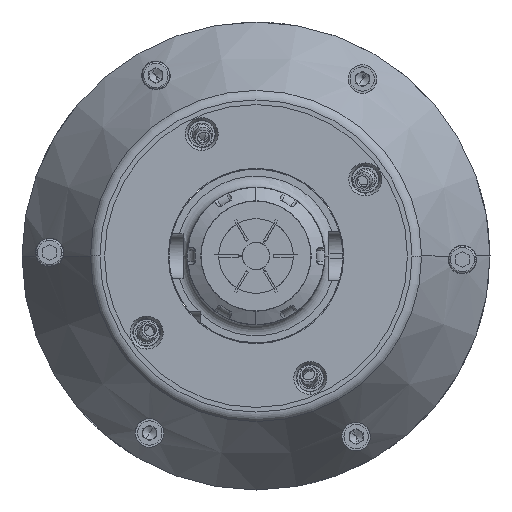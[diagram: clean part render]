
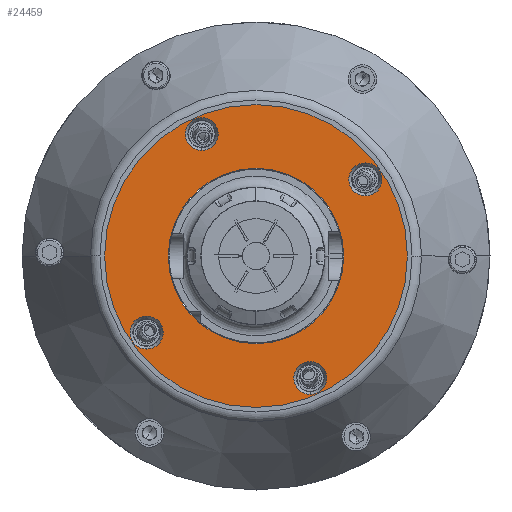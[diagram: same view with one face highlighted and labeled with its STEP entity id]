
A CAD part, left-side view. The second image highlights one B-rep face of the part: STEP entity #24459.
In plain terms, the highlighted planar face has unit normal (-1, 0, 0).
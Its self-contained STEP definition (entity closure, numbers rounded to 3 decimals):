
#24393 = EDGE_CURVE ( 'NONE', #25327, #25171, #42374, .T. ) ;
#24404 = EDGE_CURVE ( 'NONE', #25216, #25095, #42410, .T. ) ;
#24409 = EDGE_CURVE ( 'NONE', #25091, #25088, #42358, .T. ) ;
#24410 = EDGE_LOOP ( 'NONE', ( #24462, #24465 ) ) ;
#24411 = EDGE_LOOP ( 'NONE', ( #24461, #24463 ) ) ;
#24413 = EDGE_LOOP ( 'NONE', ( #24460, #24468 ) ) ;
#24459 = ADVANCED_FACE ( 'NONE', ( #42677, #42759, #42700, #42629, #42679, #42761 ), #42615, .T. ) ;
#24460 = ORIENTED_EDGE ( 'NONE', *, *, #24404, .F. ) ;
#24461 = ORIENTED_EDGE ( 'NONE', *, *, #24409, .F. ) ;
#24462 = ORIENTED_EDGE ( 'NONE', *, *, #24464, .F. ) ;
#24463 = ORIENTED_EDGE ( 'NONE', *, *, #25093, .F. ) ;
#24464 = EDGE_CURVE ( 'NONE', #25296, #25251, #42617, .T. ) ;
#24465 = ORIENTED_EDGE ( 'NONE', *, *, #25317, .F. ) ;
#24466 = EDGE_LOOP ( 'NONE', ( #24470, #24467 ) ) ;
#24467 = ORIENTED_EDGE ( 'NONE', *, *, #25293, .F. ) ;
#24468 = ORIENTED_EDGE ( 'NONE', *, *, #25218, .F. ) ;
#24469 = ORIENTED_EDGE ( 'NONE', *, *, #24828, .T. ) ;
#24470 = ORIENTED_EDGE ( 'NONE', *, *, #24393, .F. ) ;
#24471 = EDGE_LOOP ( 'NONE', ( #24469, #24475 ) ) ;
#24472 = ORIENTED_EDGE ( 'NONE', *, *, #25058, .F. ) ;
#24474 = EDGE_LOOP ( 'NONE', ( #24472, #24478 ) ) ;
#24475 = ORIENTED_EDGE ( 'NONE', *, *, #25062, .T. ) ;
#24478 = ORIENTED_EDGE ( 'NONE', *, *, #25074, .F. ) ;
#24828 = EDGE_CURVE ( 'NONE', #25222, #25221, #43249, .T. ) ;
#25058 = EDGE_CURVE ( 'NONE', #25219, #25061, #43506, .T. ) ;
#25061 = VERTEX_POINT ( 'NONE', #43510 ) ;
#25062 = EDGE_CURVE ( 'NONE', #25221, #25222, #43517, .T. ) ;
#25074 = EDGE_CURVE ( 'NONE', #25061, #25219, #43851, .T. ) ;
#25088 = VERTEX_POINT ( 'NONE', #43708 ) ;
#25091 = VERTEX_POINT ( 'NONE', #43690 ) ;
#25093 = EDGE_CURVE ( 'NONE', #25088, #25091, #43706, .T. ) ;
#25095 = VERTEX_POINT ( 'NONE', #43714 ) ;
#25171 = VERTEX_POINT ( 'NONE', #43907 ) ;
#25216 = VERTEX_POINT ( 'NONE', #44007 ) ;
#25218 = EDGE_CURVE ( 'NONE', #25095, #25216, #44105, .T. ) ;
#25219 = VERTEX_POINT ( 'NONE', #44099 ) ;
#25221 = VERTEX_POINT ( 'NONE', #43925 ) ;
#25222 = VERTEX_POINT ( 'NONE', #44091 ) ;
#25251 = VERTEX_POINT ( 'NONE', #43964 ) ;
#25293 = EDGE_CURVE ( 'NONE', #25171, #25327, #43949, .T. ) ;
#25296 = VERTEX_POINT ( 'NONE', #43968 ) ;
#25317 = EDGE_CURVE ( 'NONE', #25251, #25296, #44167, .T. ) ;
#25327 = VERTEX_POINT ( 'NONE', #44172 ) ;
#42358 = CIRCLE ( 'NONE', #42400, 6. ) ;
#42370 = AXIS2_PLACEMENT_3D ( 'NONE', #42371, #42415, #42409 ) ;
#42371 = CARTESIAN_POINT ( 'NONE',  ( 4., 19.727, 44.307 ) ) ;
#42373 = CARTESIAN_POINT ( 'NONE',  ( 4., -19.727, -44.307 ) ) ;
#42374 = CIRCLE ( 'NONE', #42370, 6. ) ;
#42387 = DIRECTION ( 'NONE',  ( 0., 0., 1. ) ) ;
#42391 = DIRECTION ( 'NONE',  ( -1., 0., 0. ) ) ;
#42395 = DIRECTION ( 'NONE',  ( 0., 0., 1. ) ) ;
#42396 = DIRECTION ( 'NONE',  ( -1., 0., 0. ) ) ;
#42397 = AXIS2_PLACEMENT_3D ( 'NONE', #42373, #42396, #42395 ) ;
#42398 = CARTESIAN_POINT ( 'NONE',  ( 4., 39.729, -27.818 ) ) ;
#42400 = AXIS2_PLACEMENT_3D ( 'NONE', #42398, #42391, #42387 ) ;
#42409 = DIRECTION ( 'NONE',  ( 0., 0., 1. ) ) ;
#42410 = CIRCLE ( 'NONE', #42397, 6. ) ;
#42415 = DIRECTION ( 'NONE',  ( -1., 0., 0. ) ) ;
#42597 = DIRECTION ( 'NONE',  ( 0., 0., 1. ) ) ;
#42615 = PLANE ( 'NONE',  #42758 ) ;
#42616 = CARTESIAN_POINT ( 'NONE',  ( 4., -39.729, 27.818 ) ) ;
#42617 = CIRCLE ( 'NONE', #42682, 6. ) ;
#42618 = DIRECTION ( 'NONE',  ( -1., 0., 0. ) ) ;
#42629 = FACE_BOUND ( 'NONE', #24466, .T. ) ;
#42677 = FACE_BOUND ( 'NONE', #24411, .T. ) ;
#42678 = DIRECTION ( 'NONE',  ( 0., 0., 1. ) ) ;
#42679 = FACE_BOUND ( 'NONE', #24471, .T. ) ;
#42681 = DIRECTION ( 'NONE',  ( -1., 0., 0. ) ) ;
#42682 = AXIS2_PLACEMENT_3D ( 'NONE', #42616, #42681, #42597 ) ;
#42700 = FACE_BOUND ( 'NONE', #24413, .T. ) ;
#42719 = CARTESIAN_POINT ( 'NONE',  ( 4., 55., 0. ) ) ;
#42758 = AXIS2_PLACEMENT_3D ( 'NONE', #42719, #42618, #42678 ) ;
#42759 = FACE_BOUND ( 'NONE', #24410, .T. ) ;
#42761 = FACE_OUTER_BOUND ( 'NONE', #24474, .T. ) ;
#43237 = DIRECTION ( 'NONE',  ( 0., 0., -1. ) ) ;
#43238 = DIRECTION ( 'NONE',  ( 1., 0., 0. ) ) ;
#43241 = CARTESIAN_POINT ( 'NONE',  ( 4., 0., 0. ) ) ;
#43244 = AXIS2_PLACEMENT_3D ( 'NONE', #43241, #43238, #43237 ) ;
#43249 = CIRCLE ( 'NONE', #43244, 31.85 ) ;
#43506 = CIRCLE ( 'NONE', #43559, 55. ) ;
#43510 = CARTESIAN_POINT ( 'NONE',  ( 4., 0., 55. ) ) ;
#43512 = DIRECTION ( 'NONE',  ( 1., 0., 0. ) ) ;
#43517 = CIRCLE ( 'NONE', #43560, 31.85 ) ;
#43549 = CARTESIAN_POINT ( 'NONE',  ( 4., 0., 0. ) ) ;
#43554 = DIRECTION ( 'NONE',  ( 0., 0., -1. ) ) ;
#43556 = DIRECTION ( 'NONE',  ( 0., 0., -1. ) ) ;
#43557 = DIRECTION ( 'NONE',  ( 1., 0., 0. ) ) ;
#43558 = CARTESIAN_POINT ( 'NONE',  ( 4., 0., 0. ) ) ;
#43559 = AXIS2_PLACEMENT_3D ( 'NONE', #43558, #43557, #43556 ) ;
#43560 = AXIS2_PLACEMENT_3D ( 'NONE', #43549, #43512, #43554 ) ;
#43690 = CARTESIAN_POINT ( 'NONE',  ( 4., 39.729, -21.818 ) ) ;
#43706 = CIRCLE ( 'NONE', #43709, 6. ) ;
#43708 = CARTESIAN_POINT ( 'NONE',  ( 4., 39.729, -33.818 ) ) ;
#43709 = AXIS2_PLACEMENT_3D ( 'NONE', #43815, #43814, #43813 ) ;
#43714 = CARTESIAN_POINT ( 'NONE',  ( 4., -19.727, -50.307 ) ) ;
#43750 = AXIS2_PLACEMENT_3D ( 'NONE', #43803, #43756, #43821 ) ;
#43756 = DIRECTION ( 'NONE',  ( 1., 0., 0. ) ) ;
#43803 = CARTESIAN_POINT ( 'NONE',  ( 4., 0., 0. ) ) ;
#43813 = DIRECTION ( 'NONE',  ( 0., 0., 1. ) ) ;
#43814 = DIRECTION ( 'NONE',  ( -1., 0., 0. ) ) ;
#43815 = CARTESIAN_POINT ( 'NONE',  ( 4., 39.729, -27.818 ) ) ;
#43821 = DIRECTION ( 'NONE',  ( 0., 0., -1. ) ) ;
#43851 = CIRCLE ( 'NONE', #43750, 55. ) ;
#43907 = CARTESIAN_POINT ( 'NONE',  ( 4., 19.727, 38.307 ) ) ;
#43925 = CARTESIAN_POINT ( 'NONE',  ( 4., 0., 31.85 ) ) ;
#43948 = AXIS2_PLACEMENT_3D ( 'NONE', #43979, #43978, #43977 ) ;
#43949 = CIRCLE ( 'NONE', #43948, 6. ) ;
#43964 = CARTESIAN_POINT ( 'NONE',  ( 4., -39.729, 21.818 ) ) ;
#43968 = CARTESIAN_POINT ( 'NONE',  ( 4., -39.729, 33.818 ) ) ;
#43977 = DIRECTION ( 'NONE',  ( 0., 0., 1. ) ) ;
#43978 = DIRECTION ( 'NONE',  ( -1., 0., 0. ) ) ;
#43979 = CARTESIAN_POINT ( 'NONE',  ( 4., 19.727, 44.307 ) ) ;
#44007 = CARTESIAN_POINT ( 'NONE',  ( 4., -19.727, -38.307 ) ) ;
#44091 = CARTESIAN_POINT ( 'NONE',  ( 4., 0., -31.85 ) ) ;
#44094 = DIRECTION ( 'NONE',  ( 0., 0., 1. ) ) ;
#44095 = DIRECTION ( 'NONE',  ( -1., 0., 0. ) ) ;
#44096 = CARTESIAN_POINT ( 'NONE',  ( 4., -19.727, -44.307 ) ) ;
#44097 = AXIS2_PLACEMENT_3D ( 'NONE', #44096, #44095, #44094 ) ;
#44099 = CARTESIAN_POINT ( 'NONE',  ( 4., 0., -55. ) ) ;
#44105 = CIRCLE ( 'NONE', #44097, 6. ) ;
#44167 = CIRCLE ( 'NONE', #44177, 6. ) ;
#44172 = CARTESIAN_POINT ( 'NONE',  ( 4., 19.727, 50.307 ) ) ;
#44174 = DIRECTION ( 'NONE',  ( 0., 0., 1. ) ) ;
#44175 = DIRECTION ( 'NONE',  ( -1., 0., 0. ) ) ;
#44176 = CARTESIAN_POINT ( 'NONE',  ( 4., -39.729, 27.818 ) ) ;
#44177 = AXIS2_PLACEMENT_3D ( 'NONE', #44176, #44175, #44174 ) ;
